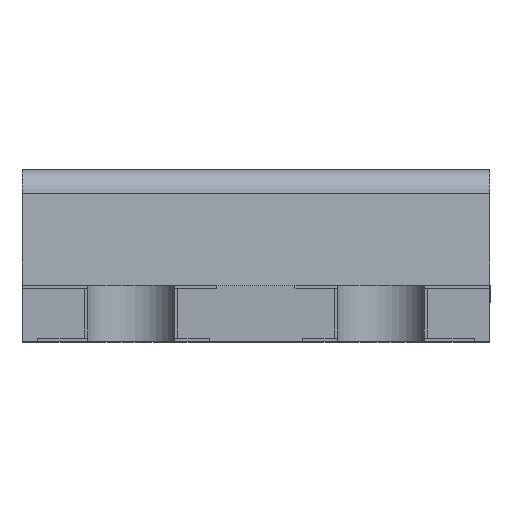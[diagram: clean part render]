
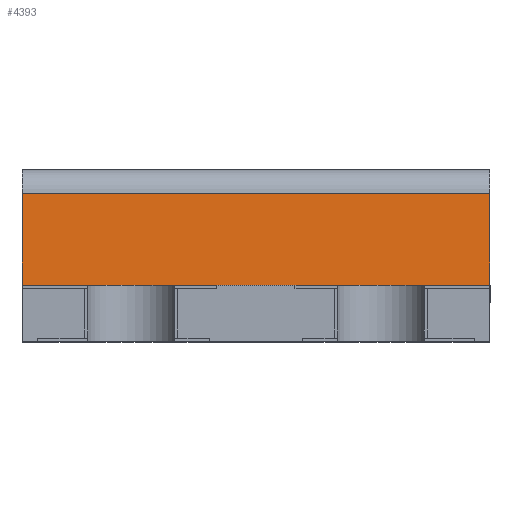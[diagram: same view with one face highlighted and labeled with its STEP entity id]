
A CAD part, top view. The second image highlights one B-rep face of the part: STEP entity #4393.
In plain terms, the highlighted face is planar.
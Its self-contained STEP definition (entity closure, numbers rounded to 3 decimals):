
#295 = VERTEX_POINT ( 'NONE', #4095 ) ;
#538 = EDGE_CURVE ( 'NONE', #3307, #1407, #752, .T. ) ;
#614 = VECTOR ( 'NONE', #2428, 1000. ) ;
#637 = LINE ( 'NONE', #1876, #4503 ) ;
#640 = EDGE_CURVE ( 'NONE', #1407, #3001, #2312, .T. ) ;
#654 = VECTOR ( 'NONE', #1575, 1000. ) ;
#661 = DIRECTION ( 'NONE',  ( 0., 0., -1. ) ) ;
#728 = CARTESIAN_POINT ( 'NONE',  ( 0.55, 0.18, 0.75 ) ) ;
#752 = LINE ( 'NONE', #728, #654 ) ;
#800 = DIRECTION ( 'NONE',  ( 0.998, 0.061, 0. ) ) ;
#823 = CARTESIAN_POINT ( 'NONE',  ( 0.55, 0.18, -0.75 ) ) ;
#1345 = CARTESIAN_POINT ( 'NONE',  ( 0.532, 0.475, 0.75 ) ) ;
#1356 = ORIENTED_EDGE ( 'NONE', *, *, #5018, .T. ) ;
#1407 = VERTEX_POINT ( 'NONE', #1345 ) ;
#1575 = DIRECTION ( 'NONE',  ( -0.061, 0.998, 0. ) ) ;
#1648 = PLANE ( 'NONE',  #3484 ) ;
#1876 = CARTESIAN_POINT ( 'NONE',  ( 0.55, 0.18, 1.911 ) ) ;
#1962 = CARTESIAN_POINT ( 'NONE',  ( 0.532, 0.475, 1.911 ) ) ;
#2063 = LINE ( 'NONE', #823, #614 ) ;
#2190 = VECTOR ( 'NONE', #4001, 1000. ) ;
#2312 = LINE ( 'NONE', #1962, #2190 ) ;
#2403 = DIRECTION ( 'NONE',  ( -0.061, 0.998, 0. ) ) ;
#2428 = DIRECTION ( 'NONE',  ( 0.061, -0.998, 0. ) ) ;
#3001 = VERTEX_POINT ( 'NONE', #4299 ) ;
#3307 = VERTEX_POINT ( 'NONE', #4113 ) ;
#3484 = AXIS2_PLACEMENT_3D ( 'NONE', #3728, #800, #2403 ) ;
#3613 = EDGE_LOOP ( 'NONE', ( #3727, #1356, #3802, #4440 ) ) ;
#3727 = ORIENTED_EDGE ( 'NONE', *, *, #538, .F. ) ;
#3728 = CARTESIAN_POINT ( 'NONE',  ( 0.55, 0.18, 1.911 ) ) ;
#3802 = ORIENTED_EDGE ( 'NONE', *, *, #4436, .F. ) ;
#4001 = DIRECTION ( 'NONE',  ( 0., 0., -1. ) ) ;
#4095 = CARTESIAN_POINT ( 'NONE',  ( 0.55, 0.18, -0.75 ) ) ;
#4113 = CARTESIAN_POINT ( 'NONE',  ( 0.55, 0.18, 0.75 ) ) ;
#4299 = CARTESIAN_POINT ( 'NONE',  ( 0.532, 0.475, -0.75 ) ) ;
#4393 = ADVANCED_FACE ( 'NONE', ( #4469 ), #1648, .T. ) ;
#4436 = EDGE_CURVE ( 'NONE', #3001, #295, #2063, .T. ) ;
#4440 = ORIENTED_EDGE ( 'NONE', *, *, #640, .F. ) ;
#4469 = FACE_OUTER_BOUND ( 'NONE', #3613, .T. ) ;
#4503 = VECTOR ( 'NONE', #661, 1000. ) ;
#5018 = EDGE_CURVE ( 'NONE', #3307, #295, #637, .T. ) ;
